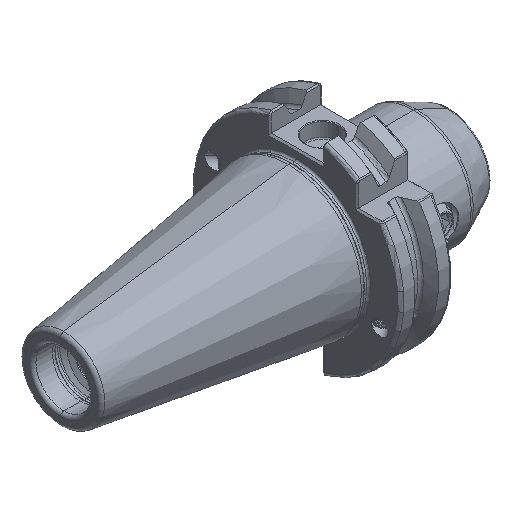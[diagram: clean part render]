
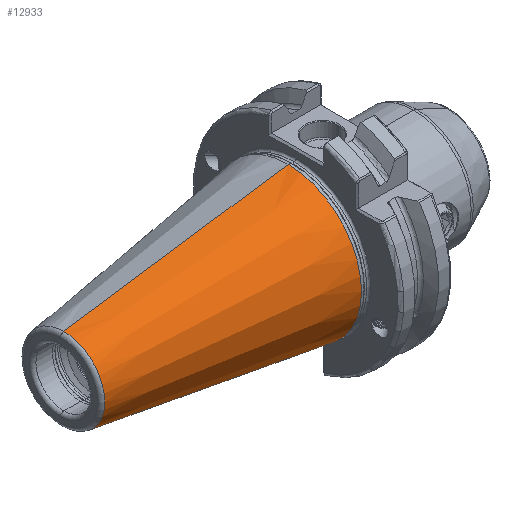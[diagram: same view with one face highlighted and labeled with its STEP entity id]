
A CAD part, isometric view. The second image highlights one B-rep face of the part: STEP entity #12933.
In plain terms, the highlighted conical face has half-angle 8.297 degrees and reference radius 22.692 mm.
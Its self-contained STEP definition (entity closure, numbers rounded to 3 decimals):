
#14 = VERTEX_POINT ( 'NONE', #16011 ) ;
#37 = VERTEX_POINT ( 'NONE', #15961 ) ;
#1332 = VERTEX_POINT ( 'NONE', #16117 ) ;
#1348 = VERTEX_POINT ( 'NONE', #16041 ) ;
#2917 = AXIS2_PLACEMENT_3D ( 'NONE', #15696, #15681, #15675 ) ;
#2950 = EDGE_CURVE ( 'NONE', #1332, #37, #23827, .T. ) ;
#2985 = EDGE_CURVE ( 'NONE', #14, #1348, #23042, .T. ) ;
#3011 = EDGE_CURVE ( 'NONE', #1332, #14, #23060, .T. ) ;
#3051 = EDGE_CURVE ( 'NONE', #37, #1348, #23161, .T. ) ;
#4263 = DIRECTION ( 'NONE',  ( 0., 0., -1. ) ) ;
#4280 = CARTESIAN_POINT ( 'NONE',  ( 0., 0., 0. ) ) ;
#4281 = DIRECTION ( 'NONE',  ( 1., 0., 0. ) ) ;
#12933 = ADVANCED_FACE ( 'NONE', ( #16692 ), #16646, .T. ) ;
#14545 = AXIS2_PLACEMENT_3D ( 'NONE', #4280, #4281, #4263 ) ;
#15675 = DIRECTION ( 'NONE',  ( 0., 0., 1. ) ) ;
#15681 = DIRECTION ( 'NONE',  ( 1., 0., 0. ) ) ;
#15696 = CARTESIAN_POINT ( 'NONE',  ( -70.573, 0., 0. ) ) ;
#15961 = CARTESIAN_POINT ( 'NONE',  ( -70.573, 0., -12.4 ) ) ;
#16011 = CARTESIAN_POINT ( 'NONE',  ( -2.5, 0., 22.327 ) ) ;
#16041 = CARTESIAN_POINT ( 'NONE',  ( -2.5, 0., -22.327 ) ) ;
#16117 = CARTESIAN_POINT ( 'NONE',  ( -70.573, 0., 12.4 ) ) ;
#16646 = CONICAL_SURFACE ( 'NONE', #14545, 22.692, 0.145 ) ;
#16692 = FACE_OUTER_BOUND ( 'NONE', #23635, .T. ) ;
#20986 = CARTESIAN_POINT ( 'NONE',  ( -2.5, 0., 0. ) ) ;
#20995 = DIRECTION ( 'NONE',  ( 1., 0., 0. ) ) ;
#20997 = DIRECTION ( 'NONE',  ( 0., 0., -1. ) ) ;
#21182 = CARTESIAN_POINT ( 'NONE',  ( 0., 0., 22.692 ) ) ;
#21184 = DIRECTION ( 'NONE',  ( 0.99, 0., 0.144 ) ) ;
#21476 = CARTESIAN_POINT ( 'NONE',  ( 0., 0., -22.692 ) ) ;
#21509 = DIRECTION ( 'NONE',  ( 0.99, 0., -0.144 ) ) ;
#22986 = VECTOR ( 'NONE', #21184, 1000. ) ;
#23042 = CIRCLE ( 'NONE', #29408, 22.327 ) ;
#23060 = LINE ( 'NONE', #21182, #22986 ) ;
#23129 = VECTOR ( 'NONE', #21509, 1000. ) ;
#23161 = LINE ( 'NONE', #21476, #23129 ) ;
#23635 = EDGE_LOOP ( 'NONE', ( #24472, #24418, #24435, #24431 ) ) ;
#23827 = CIRCLE ( 'NONE', #2917, 12.4 ) ;
#24418 = ORIENTED_EDGE ( 'NONE', *, *, #2950, .T. ) ;
#24431 = ORIENTED_EDGE ( 'NONE', *, *, #2985, .F. ) ;
#24435 = ORIENTED_EDGE ( 'NONE', *, *, #3051, .T. ) ;
#24472 = ORIENTED_EDGE ( 'NONE', *, *, #3011, .F. ) ;
#29408 = AXIS2_PLACEMENT_3D ( 'NONE', #20986, #20995, #20997 ) ;
